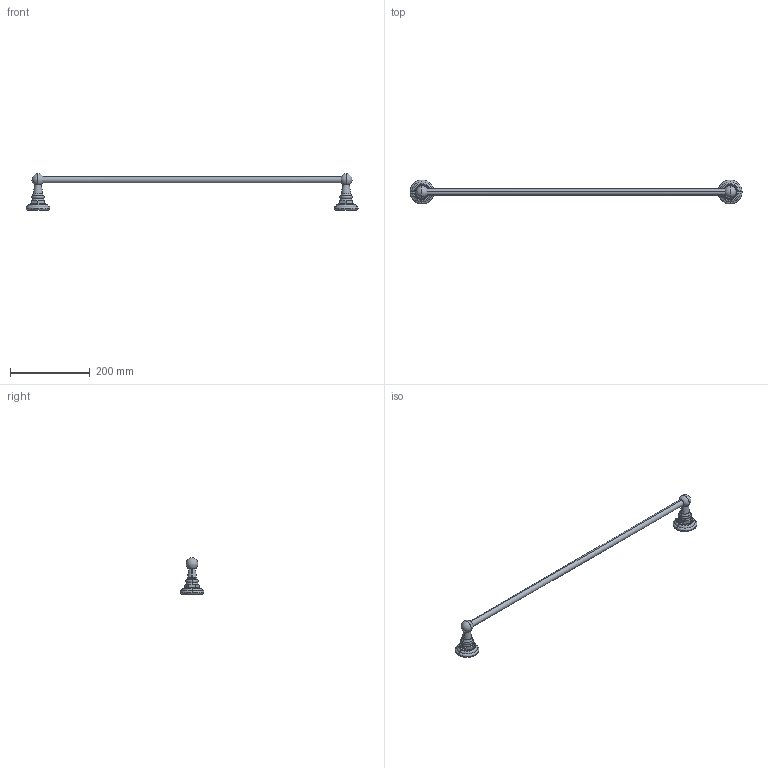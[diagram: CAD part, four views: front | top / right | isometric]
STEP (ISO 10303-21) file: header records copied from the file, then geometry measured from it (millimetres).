
FILE_DESCRIPTION((''),'2;1');
FILE_NAME('13-03_SW0001','2010-06-11T',('rathishkumar'),(''),'PRO/ENGINEER BY PARAMETRIC TECHNOLOGY CORPORATION, 2009300','PRO/ENGINEER BY PARAMETRIC TECHNOLOGY CORPORATION, 2009300','');
FILE_SCHEMA(('CONFIG_CONTROL_DESIGN'));
Length unit declared in the file: inch
Products named in the file (1): 13-03_SW0001
Bounding box: 833.74 x 59.94 x 91.52 mm (x, y, z)
Surface area: 100523.7 mm2 (no closed solid volume)
Topology: 0 solids, 0 shells, 70 faces, 342 edges, 326 vertices
Faces by surface type: bspline 46, torus 20, sphere 4
Entity records: 13427 total; most frequent: CARTESIAN_POINT 10546, DIRECTION 468, TRIMMED_CURVE 334, DEFINITIONAL_REPRESENTATION 314, PCURVE 314, COMPOSITE_CURVE_SEGMENT 314, VECTOR 248, LINE 248
